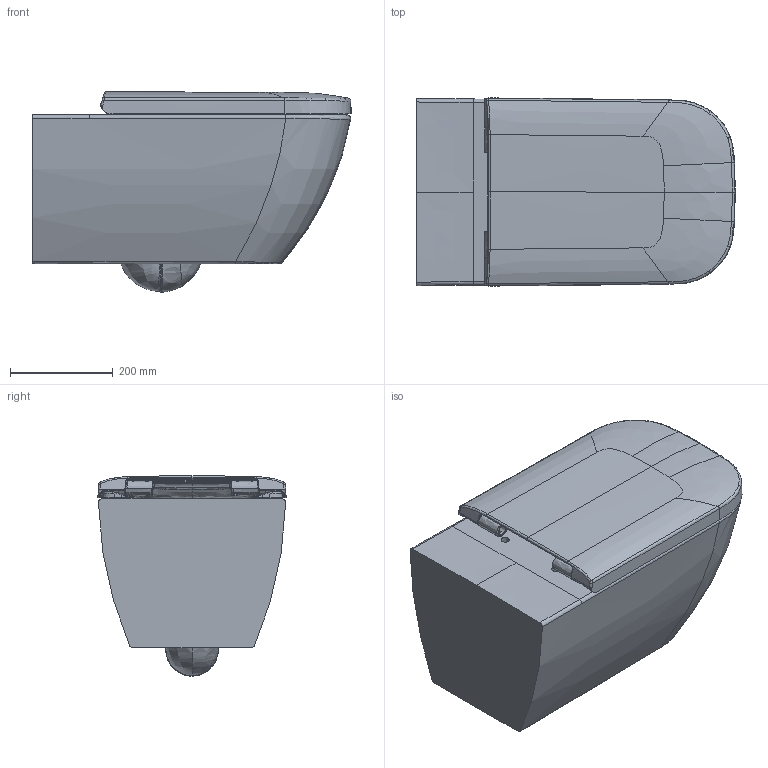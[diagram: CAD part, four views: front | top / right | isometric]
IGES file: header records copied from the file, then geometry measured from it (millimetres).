
Global section: file name: No Iges File Name specified; native system: Autodesk Inventor 2011; preprocessor: AutoDesk Inventor Iges Exporter R2011; author: Administrator; date: 20131121.121702; units: millimetre
Bounding box: 621.37 x 366.88 x 390.58 mm (x, y, z)
Volume: 37549540.8 mm3; surface area: 1725063.4 mm2
Topology: 3 solids, 9 shells, 1005 faces, 2439 edges, 1453 vertices
Faces by surface type: bspline 884, plane 98, revolution 10, cylinder 9, sphere 4
